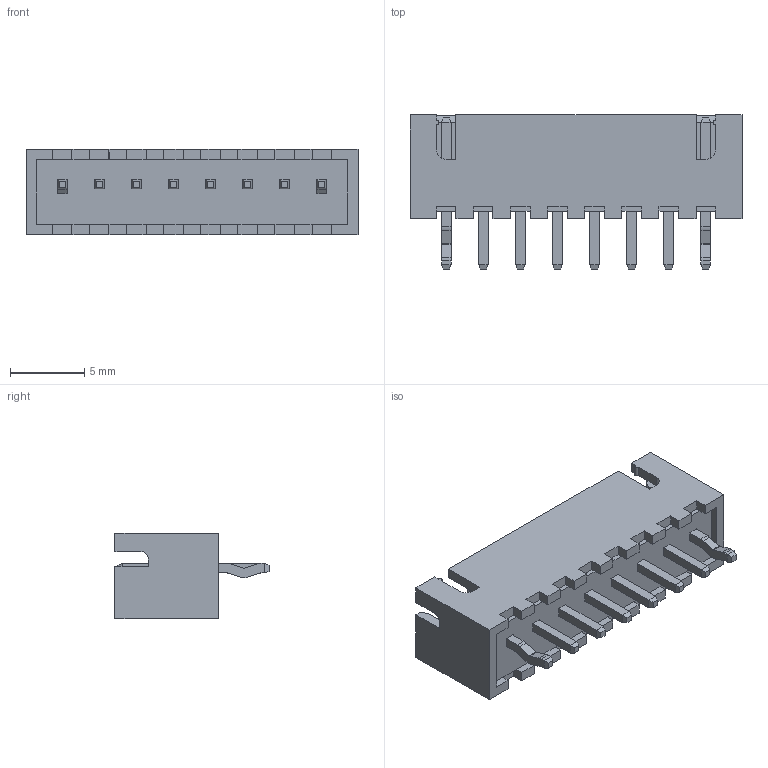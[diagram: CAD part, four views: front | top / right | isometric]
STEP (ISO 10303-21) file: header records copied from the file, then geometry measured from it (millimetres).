
FILE_DESCRIPTION (( 'STEP AP214' ), '1' );
FILE_NAME ('B8B-XH-A(LF)(SN).STEP', '2022-05-31T19:38:11', ( '' ), ( '' ), 'SwSTEP 2.0', 'SolidWorks 2017', '' );
FILE_SCHEMA (( 'AUTOMOTIVE_DESIGN' ));
Length unit declared in the file: millimetre
Products named in the file (1): B8B-XH-A(LF)(SN)
Bounding box: 22.4 x 10.4 x 5.75 mm (x, y, z)
Volume: 334.6 mm3; surface area: 1171 mm2
Topology: 9 solids, 9 shells, 313 faces, 786 edges, 491 vertices
Faces by surface type: plane 290, cylinder 23
Entity records: 11114 total; most frequent: CARTESIAN_POINT 1597, ORIENTED_EDGE 1572, DIRECTION 1457, EDGE_CURVE 786, VECTOR 739, LINE 739, VERTEX_POINT 491, AXIS2_PLACEMENT_3D 359
